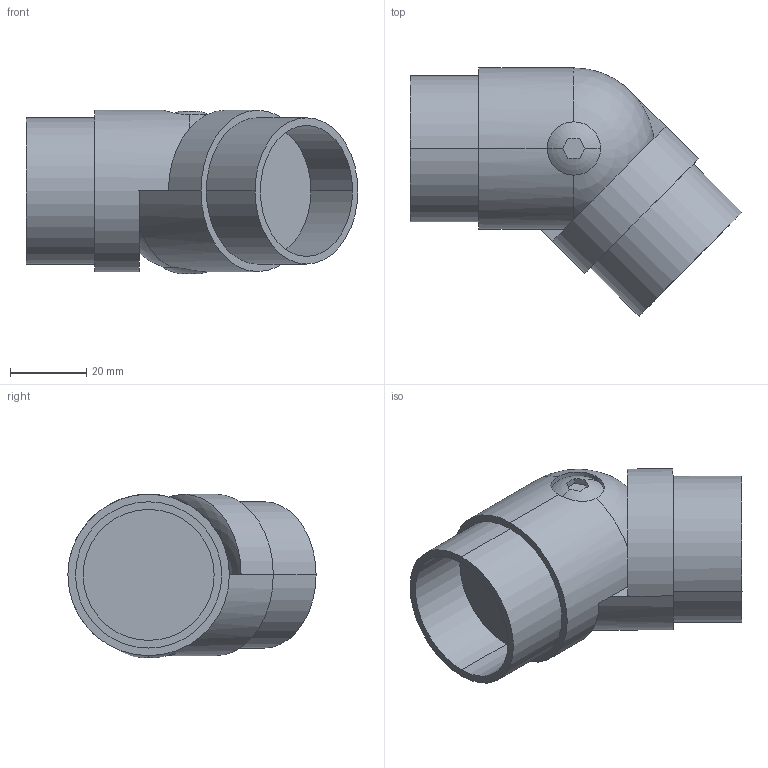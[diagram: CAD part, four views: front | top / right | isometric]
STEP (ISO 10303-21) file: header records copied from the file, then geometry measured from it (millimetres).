
FILE_DESCRIPTION (( 'STEP AP203' ), '1' );
FILE_NAME ('3D_GR1064_42.4x2_188701150.STEP', '2024-10-12T11:02:33', ( '' ), ( '' ), 'SwSTEP 2.0', 'SolidWorks 2024', '' );
FILE_SCHEMA (( 'CONFIG_CONTROL_DESIGN' ));
Length unit declared in the file: millimetre
Products named in the file (1): 3D_GR1064_42.4x2_188701150
Bounding box: 87.14 x 65.17 x 42.96 mm (x, y, z)
Volume: 73592.7 mm3; surface area: 25886.4 mm2
Topology: 3 solids, 3 shells, 60 faces, 139 edges, 90 vertices
Faces by surface type: cylinder 26, plane 26, torus 5, sphere 3
Entity records: 1901 total; most frequent: CARTESIAN_POINT 431, DIRECTION 304, ORIENTED_EDGE 276, EDGE_CURVE 138, AXIS2_PLACEMENT_3D 125, VERTEX_POINT 90, EDGE_LOOP 70, CIRCLE 64
